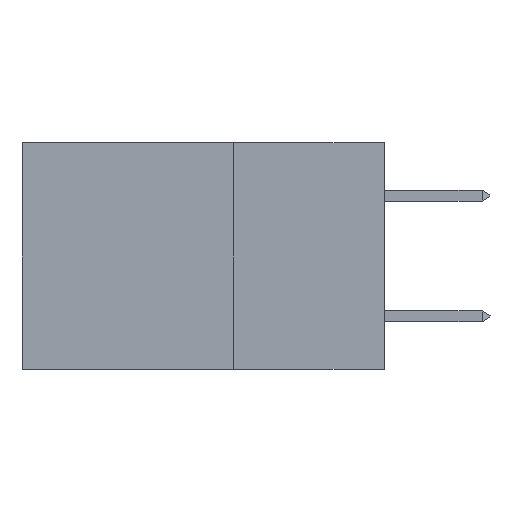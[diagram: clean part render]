
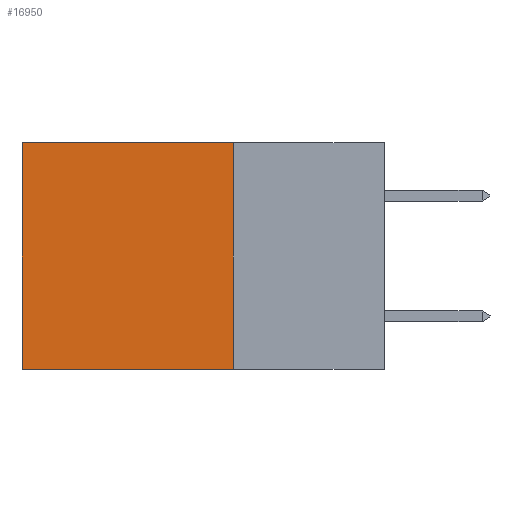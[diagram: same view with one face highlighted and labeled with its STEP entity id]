
A CAD part, left-side view. The second image highlights one B-rep face of the part: STEP entity #16950.
In plain terms, the highlighted planar face has unit normal (-1, 0, 0).
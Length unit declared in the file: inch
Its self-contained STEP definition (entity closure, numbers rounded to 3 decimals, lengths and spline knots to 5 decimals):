
#501 = EDGE_CURVE ( 'NONE', #12780, #15356, #2202, .T. ) ;
#1241 = DIRECTION ( 'NONE',  ( 0., 1., 0. ) ) ;
#1248 = VECTOR ( 'NONE', #17108, 39.37008 ) ;
#1762 = EDGE_CURVE ( 'NONE', #8335, #11629, #15377, .T. ) ;
#2202 = LINE ( 'NONE', #11592, #17305 ) ;
#3041 = DIRECTION ( 'NONE',  ( 0., 1., 0. ) ) ;
#3525 = VECTOR ( 'NONE', #1241, 39.37008 ) ;
#3872 = CARTESIAN_POINT ( 'NONE',  ( 0.2875, 0.6, -0.375 ) ) ;
#3909 = CARTESIAN_POINT ( 'NONE',  ( 0.2875, 0.6, -0.375 ) ) ;
#4005 = LINE ( 'NONE', #16375, #18180 ) ;
#4553 = ORIENTED_EDGE ( 'NONE', *, *, #17855, .T. ) ;
#8335 = VERTEX_POINT ( 'NONE', #12572 ) ;
#8704 = CARTESIAN_POINT ( 'NONE',  ( 0.2875, 0.25, -0.375 ) ) ;
#10368 = AXIS2_PLACEMENT_3D ( 'NONE', #18670, #12844, #18609 ) ;
#11330 = EDGE_LOOP ( 'NONE', ( #14366, #17560, #12042, #4553 ) ) ;
#11561 = CARTESIAN_POINT ( 'NONE',  ( 0.2875, 0.25, 0. ) ) ;
#11592 = CARTESIAN_POINT ( 'NONE',  ( 0.2875, 0.25, -0.375 ) ) ;
#11629 = VERTEX_POINT ( 'NONE', #3909 ) ;
#11755 = LINE ( 'NONE', #8704, #3525 ) ;
#12042 = ORIENTED_EDGE ( 'NONE', *, *, #501, .F. ) ;
#12572 = CARTESIAN_POINT ( 'NONE',  ( 0.2875, 0.6, 0. ) ) ;
#12780 = VERTEX_POINT ( 'NONE', #11561 ) ;
#12844 = DIRECTION ( 'NONE',  ( 1., 0., 0. ) ) ;
#13162 = FACE_OUTER_BOUND ( 'NONE', #11330, .T. ) ;
#14366 = ORIENTED_EDGE ( 'NONE', *, *, #1762, .T. ) ;
#15356 = VERTEX_POINT ( 'NONE', #15987 ) ;
#15377 = LINE ( 'NONE', #3872, #1248 ) ;
#15987 = CARTESIAN_POINT ( 'NONE',  ( 0.2875, 0.25, -0.375 ) ) ;
#16362 = DIRECTION ( 'NONE',  ( 0., 0., -1. ) ) ;
#16375 = CARTESIAN_POINT ( 'NONE',  ( 0.2875, 0.25, 0. ) ) ;
#16950 = ADVANCED_FACE ( 'NONE', ( #13162 ), #17189, .F. ) ;
#17108 = DIRECTION ( 'NONE',  ( 0., 0., -1. ) ) ;
#17189 = PLANE ( 'NONE',  #10368 ) ;
#17305 = VECTOR ( 'NONE', #16362, 39.37008 ) ;
#17560 = ORIENTED_EDGE ( 'NONE', *, *, #18571, .F. ) ;
#17855 = EDGE_CURVE ( 'NONE', #12780, #8335, #4005, .T. ) ;
#18180 = VECTOR ( 'NONE', #3041, 39.37008 ) ;
#18571 = EDGE_CURVE ( 'NONE', #15356, #11629, #11755, .T. ) ;
#18609 = DIRECTION ( 'NONE',  ( 0., 0., -1. ) ) ;
#18670 = CARTESIAN_POINT ( 'NONE',  ( 0.2875, 0.25, -0.375 ) ) ;
